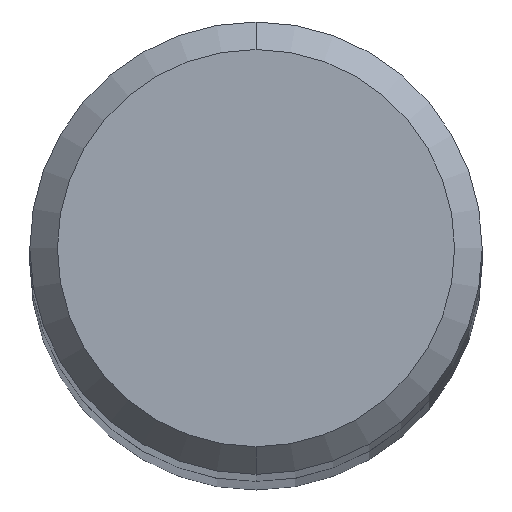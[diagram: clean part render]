
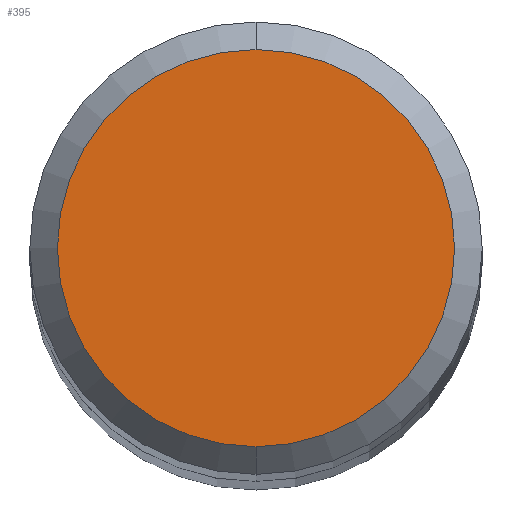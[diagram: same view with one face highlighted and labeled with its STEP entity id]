
A CAD part, top view. The second image highlights one B-rep face of the part: STEP entity #395.
In plain terms, the highlighted planar face has unit normal (0, 0, 1).
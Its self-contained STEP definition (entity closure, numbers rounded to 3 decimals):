
#275=EDGE_CURVE('',#311,#393,#562,.T.);
#311=VERTEX_POINT('',#602);
#393=VERTEX_POINT('',#691);
#395=ADVANCED_FACE('',(#693),#694,.T.);
#409=EDGE_CURVE('',#393,#311,#710,.T.);
#562=CIRCLE('',#991,3.6);
#602=CARTESIAN_POINT('',(0.0,3.6,0.0));
#691=CARTESIAN_POINT('',(0.,-3.6,0.0));
#693=FACE_OUTER_BOUND('',#1288,.T.);
#694=PLANE('',#1289);
#710=CIRCLE('',#1315,3.6);
#991=AXIS2_PLACEMENT_3D('',#1472,#1473,#1474);
#1288=EDGE_LOOP('',(#1609,#1610));
#1289=AXIS2_PLACEMENT_3D('',#1611,#1612,#1613);
#1315=AXIS2_PLACEMENT_3D('',#1633,#1634,#1635);
#1472=CARTESIAN_POINT('',(0.0,0.0,0.0));
#1473=DIRECTION('',(0.0,0.0,-1.0));
#1474=DIRECTION('',(0.0,1.0,0.0));
#1609=ORIENTED_EDGE('',*,*,#275,.F.);
#1610=ORIENTED_EDGE('',*,*,#409,.F.);
#1611=CARTESIAN_POINT('',(0.0,1.8,0.0));
#1612=DIRECTION('',(-0.0,0.0,1.0));
#1613=DIRECTION('',(0.0,-1.0,0.0));
#1633=CARTESIAN_POINT('',(0.0,0.0,0.0));
#1634=DIRECTION('',(0.0,0.0,-1.0));
#1635=DIRECTION('',(0.0,1.0,0.0));
